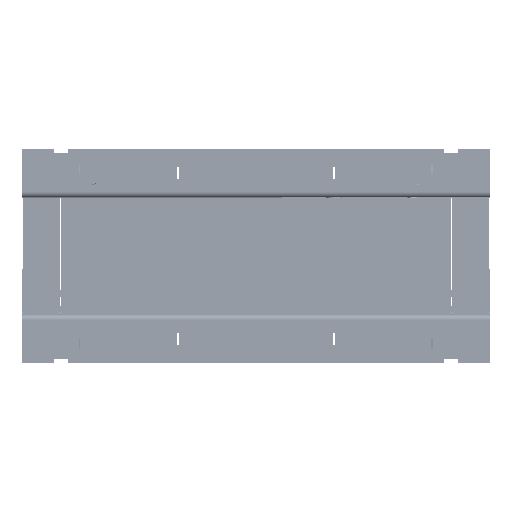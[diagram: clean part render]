
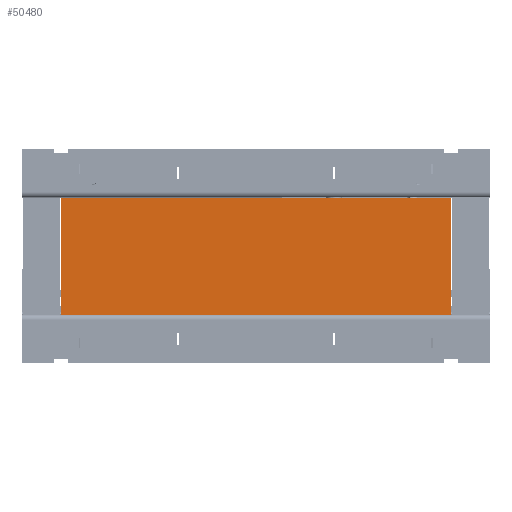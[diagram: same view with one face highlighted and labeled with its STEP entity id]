
A CAD part, front view. The second image highlights one B-rep face of the part: STEP entity #50480.
In plain terms, the highlighted planar face has unit normal (0, -1, 0).
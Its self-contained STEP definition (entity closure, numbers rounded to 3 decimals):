
#211=LINE('',#72006,#5893);
#216=LINE('',#72015,#5898);
#220=LINE('',#72023,#5902);
#221=LINE('',#72025,#5903);
#5893=VECTOR('',#57701,10.);
#5898=VECTOR('',#57708,10.);
#5902=VECTOR('',#57716,10.);
#5903=VECTOR('',#57719,10.);
#11562=PLANE('',#53341);
#14078=FACE_OUTER_BOUND('',#16885,.T.);
#16885=EDGE_LOOP('',(#33799,#33800,#33801,#33802));
#21647=VERTEX_POINT('',#72002);
#21649=VERTEX_POINT('',#72005);
#21651=VERTEX_POINT('',#72011);
#21654=VERTEX_POINT('',#72021);
#26454=EDGE_CURVE('',#21649,#21647,#211,.T.);
#26459=EDGE_CURVE('',#21651,#21649,#216,.T.);
#26463=EDGE_CURVE('',#21647,#21654,#220,.T.);
#26464=EDGE_CURVE('',#21654,#21651,#221,.T.);
#33799=ORIENTED_EDGE('',*,*,#26464,.T.);
#33800=ORIENTED_EDGE('',*,*,#26459,.T.);
#33801=ORIENTED_EDGE('',*,*,#26454,.T.);
#33802=ORIENTED_EDGE('',*,*,#26463,.T.);
#50480=ADVANCED_FACE('',(#14078),#11562,.T.);
#53341=AXIS2_PLACEMENT_3D('',#72024,#57717,#57718);
#57701=DIRECTION('',(1.,0.,0.));
#57708=DIRECTION('',(0.,0.,-1.));
#57716=DIRECTION('',(0.,0.,1.));
#57717=DIRECTION('center_axis',(0.,-1.,0.));
#57718=DIRECTION('ref_axis',(0.,0.,
-1.));
#57719=DIRECTION('',(-1.,0.,0.));
#72002=CARTESIAN_POINT('',(150.,-150.,-45.));
#72005=CARTESIAN_POINT('',(-150.,-150.,-45.));
#72006=CARTESIAN_POINT('',(-150.,-150.,-45.));
#72011=CARTESIAN_POINT('',(-150.,-150.,45.));
#72015=CARTESIAN_POINT('',(-150.,-150.,0.));
#72021=CARTESIAN_POINT('',(150.,-150.,45.));
#72023=CARTESIAN_POINT('',(150.,-150.,0.));
#72024=CARTESIAN_POINT('Origin',(150.,-150.,0.));
#72025=CARTESIAN_POINT('',(-150.,-150.,45.));
